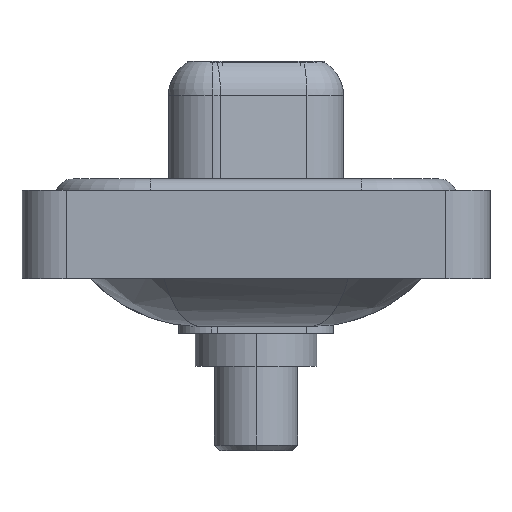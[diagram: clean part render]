
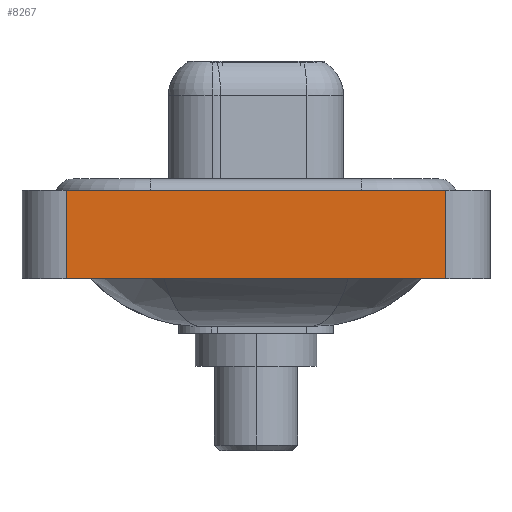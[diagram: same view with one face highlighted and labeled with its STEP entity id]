
A CAD part, left-side view. The second image highlights one B-rep face of the part: STEP entity #8267.
In plain terms, the highlighted planar face has unit normal (-1, 0, 0).
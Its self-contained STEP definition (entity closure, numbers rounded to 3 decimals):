
#403 = EDGE_CURVE ( 'NONE', #10469, #14902, #14966, .T. ) ;
#452 = ORIENTED_EDGE ( 'NONE', *, *, #1854, .F. ) ;
#976 = DIRECTION ( 'NONE',  ( 0., 0., 1. ) ) ;
#1051 = CARTESIAN_POINT ( 'NONE',  ( -7.25, 8.55, 0.4 ) ) ;
#1578 = CARTESIAN_POINT ( 'NONE',  ( -7.25, 8.55, -3.6 ) ) ;
#1805 = VECTOR ( 'NONE', #11644, 1000. ) ;
#1854 = EDGE_CURVE ( 'NONE', #8342, #14902, #10846, .T. ) ;
#4524 = CARTESIAN_POINT ( 'NONE',  ( -7.25, -8.55, -3.6 ) ) ;
#4821 = DIRECTION ( 'NONE',  ( 0., -1., 0. ) ) ;
#4829 = CARTESIAN_POINT ( 'NONE',  ( -7.25, -8.55, -3.6 ) ) ;
#5295 = VECTOR ( 'NONE', #14136, 1000. ) ;
#5762 = LINE ( 'NONE', #8072, #1805 ) ;
#6439 = ORIENTED_EDGE ( 'NONE', *, *, #12817, .T. ) ;
#8072 = CARTESIAN_POINT ( 'NONE',  ( -7.25, 8.55, -3.6 ) ) ;
#8267 = ADVANCED_FACE ( 'NONE', ( #9439 ), #11961, .T. ) ;
#8342 = VERTEX_POINT ( 'NONE', #1051 ) ;
#9042 = CARTESIAN_POINT ( 'NONE',  ( -7.25, -8.55, -3.6 ) ) ;
#9117 = CARTESIAN_POINT ( 'NONE',  ( -7.25, -8.55, 0.4 ) ) ;
#9317 = LINE ( 'NONE', #14219, #5295 ) ;
#9439 = FACE_OUTER_BOUND ( 'NONE', #9829, .T. ) ;
#9829 = EDGE_LOOP ( 'NONE', ( #14764, #452, #11582, #6439 ) ) ;
#10469 = VERTEX_POINT ( 'NONE', #4524 ) ;
#10846 = LINE ( 'NONE', #15436, #11529 ) ;
#11529 = VECTOR ( 'NONE', #4821, 1000. ) ;
#11582 = ORIENTED_EDGE ( 'NONE', *, *, #13467, .F. ) ;
#11644 = DIRECTION ( 'NONE',  ( 0., 0., 1. ) ) ;
#11961 = PLANE ( 'NONE',  #13022 ) ;
#12710 = VERTEX_POINT ( 'NONE', #1578 ) ;
#12773 = DIRECTION ( 'NONE',  ( 0., 0., 1. ) ) ;
#12817 = EDGE_CURVE ( 'NONE', #12710, #10469, #9317, .T. ) ;
#13022 = AXIS2_PLACEMENT_3D ( 'NONE', #4829, #13156, #976 ) ;
#13156 = DIRECTION ( 'NONE',  ( -1., 0., 0. ) ) ;
#13467 = EDGE_CURVE ( 'NONE', #12710, #8342, #5762, .T. ) ;
#14136 = DIRECTION ( 'NONE',  ( 0., -1., 0. ) ) ;
#14219 = CARTESIAN_POINT ( 'NONE',  ( -7.25, -8.55, -3.6 ) ) ;
#14341 = VECTOR ( 'NONE', #12773, 1000. ) ;
#14764 = ORIENTED_EDGE ( 'NONE', *, *, #403, .T. ) ;
#14902 = VERTEX_POINT ( 'NONE', #9117 ) ;
#14966 = LINE ( 'NONE', #9042, #14341 ) ;
#15436 = CARTESIAN_POINT ( 'NONE',  ( -7.25, -8.55, 0.4 ) ) ;
